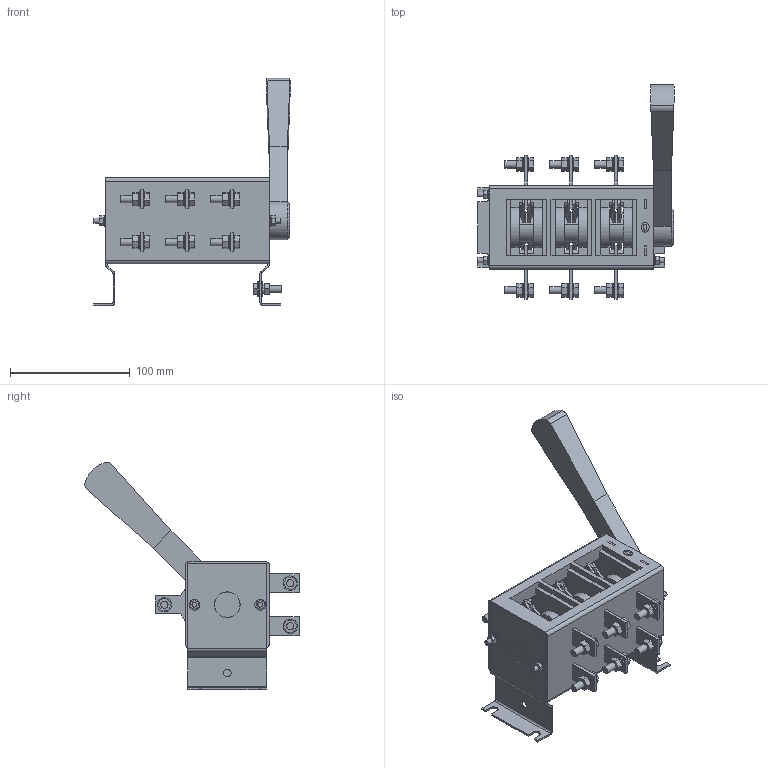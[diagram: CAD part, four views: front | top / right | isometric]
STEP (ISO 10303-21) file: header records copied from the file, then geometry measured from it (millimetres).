
FILE_DESCRIPTION (( 'STEP AP214' ), '1' );
FILE_NAME ('SRK01-200-100 Âûêëþ÷àòåëü-ðàçúåäèíèòåëü ÂÐ32È-31À70220 100À IEK.STEP', '2018-05-17T12:39:14', ( '' ), ( '' ), 'SwSTEP 2.0', 'SolidWorks 2014', '' );
FILE_SCHEMA (( 'AUTOMOTIVE_DESIGN' ));
Length unit declared in the file: millimetre
Products named in the file (1): SRK01-200-100 Âûêëþ÷àòåëü-ðàçúåäèíèòåëü ÂÐ32È-31À70220  100À IEK
Bounding box: 163.75 x 178.94 x 189.94 mm (x, y, z)
Volume: 552372.5 mm3; surface area: 152006.8 mm2
Topology: 22 solids, 22 shells, 1050 faces, 2749 edges, 1813 vertices
Faces by surface type: plane 772, cylinder 271, bspline 5, cone 1, torus 1
Full cylindrical faces by diameter (mm): 4 x8, 4.1 x4, 6 x20, 6.3 x21, 6.5 x11, 9 x4, 11.364 x1, 12 x21, 12.5 x1, 18 x1, 21.3 x2, 21.5 x2, 22.3 x1
Entity records: 31678 total; most frequent: CARTESIAN_POINT 5696, DIRECTION 5216, ORIENTED_EDGE 5206, EDGE_CURVE 2603, LINE 1956, VECTOR 1956, VERTEX_POINT 1768, AXIS2_PLACEMENT_3D 1630
